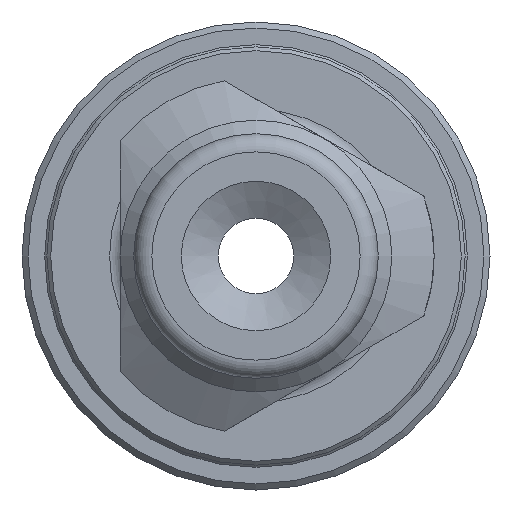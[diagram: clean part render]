
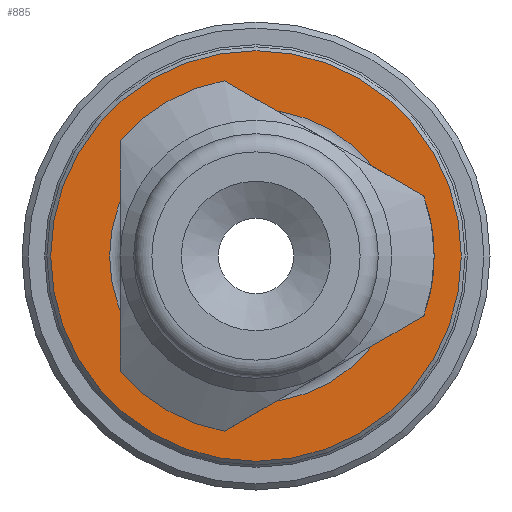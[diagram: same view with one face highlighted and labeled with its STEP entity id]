
A CAD part, left-side view. The second image highlights one B-rep face of the part: STEP entity #885.
In plain terms, the highlighted planar face has unit normal (-1, 0, 0).
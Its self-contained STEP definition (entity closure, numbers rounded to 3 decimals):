
#126=FACE_BOUND('',#196,.T.);
#134=PLANE('',#1003);
#146=FACE_OUTER_BOUND('',#195,.T.);
#195=EDGE_LOOP('',(#601));
#196=EDGE_LOOP('',(#602,#603));
#253=CIRCLE('',#999,4.85);
#254=CIRCLE('',#1000,4.85);
#257=CIRCLE('',#1004,6.8);
#355=VERTEX_POINT('',#1498);
#356=VERTEX_POINT('',#1500);
#358=VERTEX_POINT('',#1507);
#455=EDGE_CURVE('',#355,#356,#253,.T.);
#456=EDGE_CURVE('',#356,#355,#254,.T.);
#459=EDGE_CURVE('',#358,#358,#257,.T.);
#601=ORIENTED_EDGE('',*,*,#459,.F.);
#602=ORIENTED_EDGE('',*,*,#456,.F.);
#603=ORIENTED_EDGE('',*,*,#455,.F.);
#885=ADVANCED_FACE('',(#146,#126),#134,.T.);
#999=AXIS2_PLACEMENT_3D('',#1501,#1160,#1161);
#1000=AXIS2_PLACEMENT_3D('',#1502,#1162,#1163);
#1003=AXIS2_PLACEMENT_3D('',#1506,#1168,#1169);
#1004=AXIS2_PLACEMENT_3D('',#1508,#1170,#1171);
#1160=DIRECTION('center_axis',(-1.,0.,0.));
#1161=DIRECTION('ref_axis',(0.,-1.,0.));
#1162=DIRECTION('center_axis',(-1.,0.,0.));
#1163=DIRECTION('ref_axis',(0.,-1.,0.));
#1168=DIRECTION('center_axis',(-1.,0.,0.));
#1169=DIRECTION('ref_axis',(0.,0.,1.));
#1170=DIRECTION('center_axis',(1.,0.,0.));
#1171=DIRECTION('ref_axis',(0.,-1.,0.));
#1498=CARTESIAN_POINT('',(23.5,0.,4.85));
#1500=CARTESIAN_POINT('',(23.5,4.85,0.));
#1501=CARTESIAN_POINT('Origin',(23.5,0.,0.));
#1502=CARTESIAN_POINT('Origin',(23.5,0.,0.));
#1506=CARTESIAN_POINT('Origin',(23.5,5.675,0.));
#1507=CARTESIAN_POINT('',(23.5,6.8,0.));
#1508=CARTESIAN_POINT('Origin',(23.5,0.,0.));
